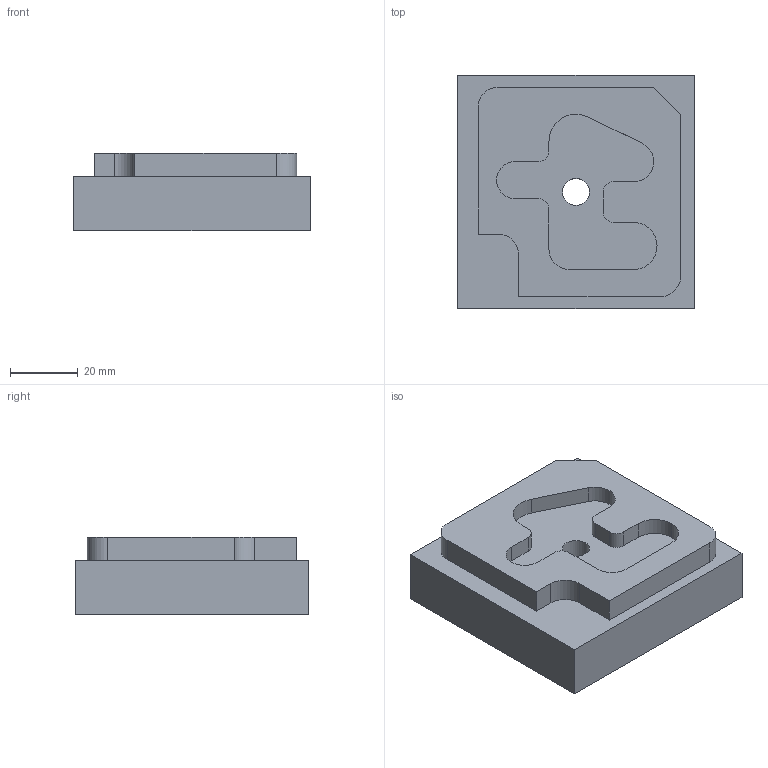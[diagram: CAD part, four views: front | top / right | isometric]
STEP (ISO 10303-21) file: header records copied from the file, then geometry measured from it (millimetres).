
FILE_DESCRIPTION(/* description */ (''),/* implementation_level */ '2;1');
FILE_NAME(/* name */ 'UG NX 모델링 010.stp',/* time_stamp */ '2022-01-13T11:00:31+09:00',/* author */ (''),/* organization */ (''),/* preprocessor_version */ 'ST-DEVELOPER v16',/* originating_system */ 'SIEMENS PLM Software NX 10.0',/* authorisation */ '');
FILE_SCHEMA (('CONFIG_CONTROL_DESIGN'));
Length unit declared in the file: millimetre
Products named in the file (1): UG NX 모델링 010
Bounding box: 70 x 69 x 23 mm (x, y, z)
Volume: 94263 mm3; surface area: 16999.9 mm2
Topology: 1 solids, 1 shells, 39 faces, 105 edges, 70 vertices
Faces by surface type: plane 24, cylinder 15
Full cylindrical faces by diameter (mm): 8 x1
Entity records: 1312 total; most frequent: DIRECTION 214, CARTESIAN_POINT 214, ORIENTED_EDGE 208, EDGE_CURVE 104, LINE 74, VECTOR 74, VERTEX_POINT 70, AXIS2_PLACEMENT_3D 70
